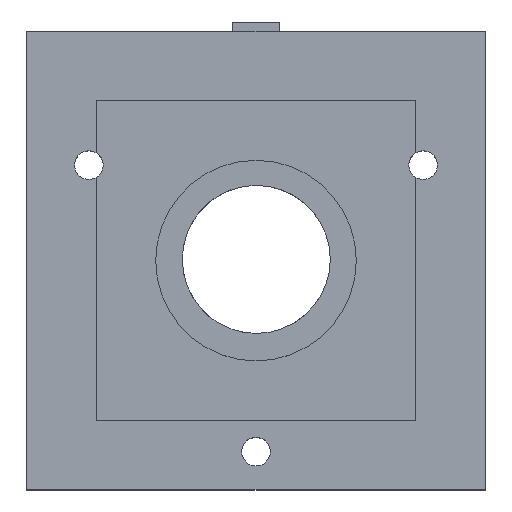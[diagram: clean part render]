
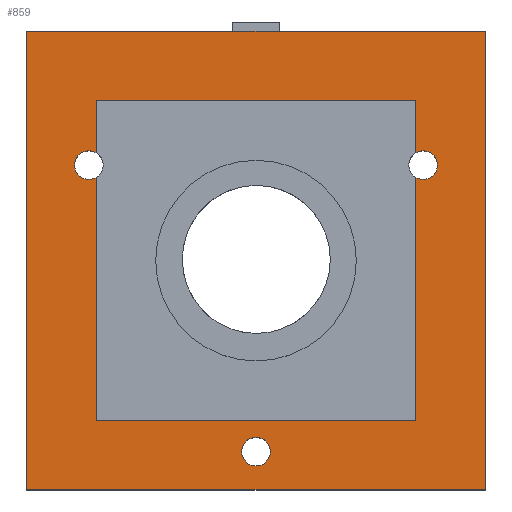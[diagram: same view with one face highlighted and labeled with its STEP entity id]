
A CAD part, top view. The second image highlights one B-rep face of the part: STEP entity #859.
In plain terms, the highlighted planar face has unit normal (0, 0, 1).
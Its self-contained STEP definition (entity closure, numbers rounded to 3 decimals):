
#23=FACE_BOUND('',#131,.T.);
#24=FACE_BOUND('',#132,.T.);
#79=FACE_OUTER_BOUND('',#130,.T.);
#130=EDGE_LOOP('',(#772,#773,#774,#775));
#131=EDGE_LOOP('',(#776,#777,#778,#779,#780,#781,#782,#783,#784));
#132=EDGE_LOOP('',(#785));
#161=CIRCLE('',#939,1.5);
#162=CIRCLE('',#941,1.5);
#163=CIRCLE('',#943,1.5);
#164=CIRCLE('',#944,1.5);
#198=LINE('',#1282,#287);
#202=LINE('',#1290,#291);
#205=LINE('',#1296,#294);
#208=LINE('',#1303,#297);
#212=LINE('',#1311,#301);
#215=LINE('',#1317,#304);
#229=LINE('',#1369,#318);
#249=LINE('',#1426,#338);
#251=LINE('',#1430,#340);
#253=LINE('',#1433,#342);
#287=VECTOR('',#1022,10.);
#291=VECTOR('',#1028,10.);
#294=VECTOR('',#1033,10.);
#297=VECTOR('',#1038,10.);
#301=VECTOR('',#1044,10.);
#304=VECTOR('',#1049,10.);
#318=VECTOR('',#1109,10.);
#338=VECTOR('',#1179,10.);
#340=VECTOR('',#1183,10.);
#342=VECTOR('',#1187,10.);
#380=VERTEX_POINT('',#1280);
#381=VERTEX_POINT('',#1281);
#384=VERTEX_POINT('',#1289);
#386=VERTEX_POINT('',#1295);
#388=VERTEX_POINT('',#1301);
#389=VERTEX_POINT('',#1302);
#392=VERTEX_POINT('',#1310);
#394=VERTEX_POINT('',#1316);
#408=VERTEX_POINT('',#1366);
#409=VERTEX_POINT('',#1368);
#419=VERTEX_POINT('',#1416);
#420=VERTEX_POINT('',#1420);
#421=VERTEX_POINT('',#1425);
#422=VERTEX_POINT('',#1429);
#467=EDGE_CURVE('',#380,#381,#198,.T.);
#471=EDGE_CURVE('',#381,#384,#202,.T.);
#474=EDGE_CURVE('',#384,#386,#205,.T.);
#477=EDGE_CURVE('',#388,#389,#208,.T.);
#481=EDGE_CURVE('',#389,#392,#212,.T.);
#484=EDGE_CURVE('',#392,#394,#215,.T.);
#510=EDGE_CURVE('',#409,#408,#229,.T.);
#533=EDGE_CURVE('',#386,#388,#161,.F.);
#534=EDGE_CURVE('',#419,#419,#162,.F.);
#536=EDGE_CURVE('',#394,#420,#163,.F.);
#537=EDGE_CURVE('',#420,#380,#164,.F.);
#539=EDGE_CURVE('',#421,#409,#249,.T.);
#541=EDGE_CURVE('',#422,#421,#251,.T.);
#543=EDGE_CURVE('',#408,#422,#253,.T.);
#772=ORIENTED_EDGE('',*,*,#543,.T.);
#773=ORIENTED_EDGE('',*,*,#541,.T.);
#774=ORIENTED_EDGE('',*,*,#539,.T.);
#775=ORIENTED_EDGE('',*,*,#510,.T.);
#776=ORIENTED_EDGE('',*,*,#474,.T.);
#777=ORIENTED_EDGE('',*,*,#533,.T.);
#778=ORIENTED_EDGE('',*,*,#477,.T.);
#779=ORIENTED_EDGE('',*,*,#481,.T.);
#780=ORIENTED_EDGE('',*,*,#484,.T.);
#781=ORIENTED_EDGE('',*,*,#536,.T.);
#782=ORIENTED_EDGE('',*,*,#537,.T.);
#783=ORIENTED_EDGE('',*,*,#467,.T.);
#784=ORIENTED_EDGE('',*,*,#471,.T.);
#785=ORIENTED_EDGE('',*,*,#534,.T.);
#816=PLANE('',#948);
#859=ADVANCED_FACE('',(#79,#23,#24),#816,.T.);
#939=AXIS2_PLACEMENT_3D('',#1414,#1163,#1164);
#941=AXIS2_PLACEMENT_3D('',#1417,#1167,#1168);
#943=AXIS2_PLACEMENT_3D('',#1421,#1172,#1173);
#944=AXIS2_PLACEMENT_3D('',#1422,#1174,#1175);
#948=AXIS2_PLACEMENT_3D('',#1434,#1188,#1189);
#1022=DIRECTION('',(0.,1.,0.));
#1028=DIRECTION('',(1.,0.,0.));
#1033=DIRECTION('',(0.,-1.,0.));
#1038=DIRECTION('',(0.,-1.,0.));
#1044=DIRECTION('',(-1.,0.,0.));
#1049=DIRECTION('',(0.,1.,0.));
#1109=DIRECTION('',(-1.,0.,0.));
#1163=DIRECTION('center_axis',(0.,0.,1.));
#1164=DIRECTION('ref_axis',(1.,0.,0.));
#1167=DIRECTION('center_axis',(0.,0.,1.));
#1168=DIRECTION('ref_axis',(1.,0.,0.));
#1172=DIRECTION('center_axis',(0.,0.,1.));
#1173=DIRECTION('ref_axis',(1.,0.,0.));
#1174=DIRECTION('center_axis',(0.,0.,1.));
#1175=DIRECTION('ref_axis',(1.,0.,0.));
#1179=DIRECTION('',(0.,1.,0.));
#1183=DIRECTION('',(1.,0.,0.));
#1187=DIRECTION('',(0.,-1.,0.));
#1188=DIRECTION('center_axis',(0.,0.,1.));
#1189=DIRECTION('ref_axis',(1.,0.,0.));
#1280=CARTESIAN_POINT('',(7.25,35.299,8.));
#1281=CARTESIAN_POINT('',(7.25,40.75,8.));
#1282=CARTESIAN_POINT('',(7.25,32.375,8.));
#1289=CARTESIAN_POINT('',(40.75,40.75,8.));
#1290=CARTESIAN_POINT('',(32.375,40.75,8.));
#1295=CARTESIAN_POINT('',(40.75,35.299,8.));
#1296=CARTESIAN_POINT('',(40.75,29.65,8.));
#1301=CARTESIAN_POINT('',(40.75,32.701,8.));
#1302=CARTESIAN_POINT('',(40.75,7.25,8.));
#1303=CARTESIAN_POINT('',(40.75,15.625,8.));
#1310=CARTESIAN_POINT('',(7.25,7.25,8.));
#1311=CARTESIAN_POINT('',(15.625,7.25,8.));
#1316=CARTESIAN_POINT('',(7.25,32.701,8.));
#1317=CARTESIAN_POINT('',(7.25,28.35,8.));
#1366=CARTESIAN_POINT('',(0.,48.,8.));
#1368=CARTESIAN_POINT('',(48.,48.,8.));
#1369=CARTESIAN_POINT('',(48.,48.,8.));
#1414=CARTESIAN_POINT('Origin',(41.5,34.,8.));
#1416=CARTESIAN_POINT('',(22.5,4.,8.));
#1417=CARTESIAN_POINT('Origin',(24.,4.,8.));
#1420=CARTESIAN_POINT('',(5.,34.,8.));
#1421=CARTESIAN_POINT('Origin',(6.5,34.,8.));
#1422=CARTESIAN_POINT('Origin',(6.5,34.,8.));
#1425=CARTESIAN_POINT('',(48.,0.,8.));
#1426=CARTESIAN_POINT('',(48.,0.,8.));
#1429=CARTESIAN_POINT('',(0.,0.,8.));
#1430=CARTESIAN_POINT('',(0.,0.,8.));
#1433=CARTESIAN_POINT('',(0.,48.,8.));
#1434=CARTESIAN_POINT('Origin',(24.,24.,8.));
